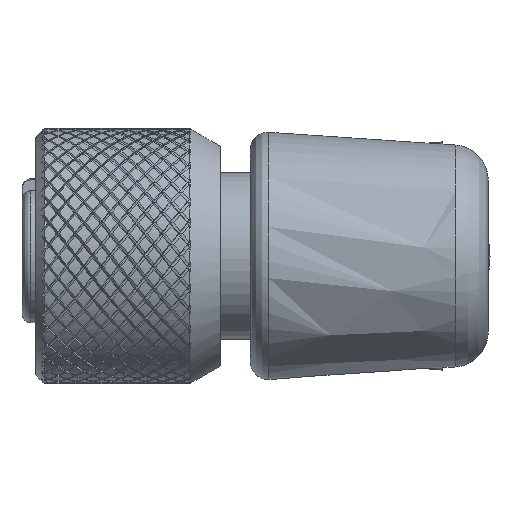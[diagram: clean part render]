
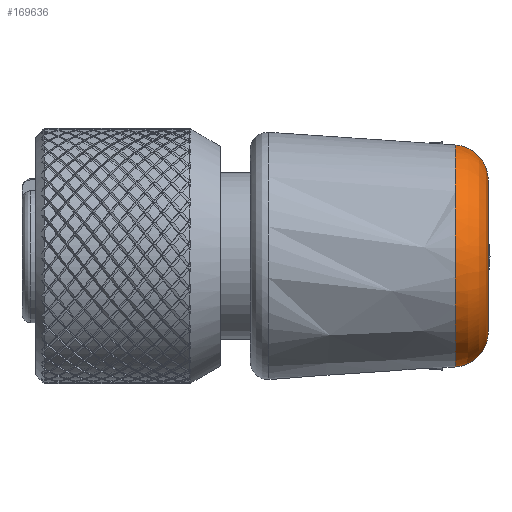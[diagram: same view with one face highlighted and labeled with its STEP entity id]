
A CAD part, top view. The second image highlights one B-rep face of the part: STEP entity #169636.
In plain terms, the highlighted free-form (B-spline) face has degree [2, 2] with [3, 9] control points.
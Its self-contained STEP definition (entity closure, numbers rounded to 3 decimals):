
#169024=CARTESIAN_POINT('',(11.668,6.306,0.));
#169025=VERTEX_POINT('',#169024);
#169150=CARTESIAN_POINT('',(11.666,-6.306,0.));
#169151=VERTEX_POINT('',#169150);
#169160=CARTESIAN_POINT('',(11.666,-6.307,0.));
#169161=CARTESIAN_POINT('',(11.666,-6.307,6.307));
#169162=CARTESIAN_POINT('',(11.666,0.,6.307));
#169163=CARTESIAN_POINT('',(11.666,6.307,6.307));
#169164=CARTESIAN_POINT('',(11.666,6.307,0.));
#169165=(BOUNDED_CURVE()B_SPLINE_CURVE(2,(#169160,#169161,#169162,#169163,#169164),.CIRCULAR_ARC.,.F.,.U.)B_SPLINE_CURVE_WITH_KNOTS((3,2,3),(0.5,0.75,1.),.UNSPECIFIED.)CURVE()GEOMETRIC_REPRESENTATION_ITEM()RATIONAL_B_SPLINE_CURVE((1.,0.707,1.,0.707,1.))REPRESENTATION_ITEM(''));
#169166=EDGE_CURVE('',#169151,#169025,#169165,.T.);
#169552=CARTESIAN_POINT('',(13.53,-4.311,0.));
#169553=VERTEX_POINT('',#169552);
#169560=CARTESIAN_POINT('',(13.53,-4.311,0.));
#169561=CARTESIAN_POINT('',(13.524,-5.369,0.));
#169562=CARTESIAN_POINT('',(12.706,-6.233,0.));
#169563=CARTESIAN_POINT('',(11.666,-6.302,0.));
#169564=B_SPLINE_CURVE_WITH_KNOTS('',3,(#169560,#169561,#169562,#169563),.UNSPECIFIED.,.F.,.U.,(4,4),(0.003,0.959),.UNSPECIFIED.);
#169565=EDGE_CURVE('',#169553,#169151,#169564,.T.);
#169587=CARTESIAN_POINT('',(13.53,4.311,0.));
#169588=CARTESIAN_POINT('',(13.53,4.311,4.311));
#169589=CARTESIAN_POINT('',(13.53,0.,4.311));
#169590=CARTESIAN_POINT('',(13.53,-4.311,4.311));
#169591=CARTESIAN_POINT('',(13.53,-4.311,0.));
#169592=CARTESIAN_POINT('',(13.53,-4.311,-4.311));
#169593=CARTESIAN_POINT('',(13.53,0.,-4.311));
#169594=CARTESIAN_POINT('',(13.53,4.311,-4.311));
#169595=CARTESIAN_POINT('',(13.53,4.311,0.));
#169596=CARTESIAN_POINT('',(13.53,6.18,0.));
#169597=CARTESIAN_POINT('',(13.53,6.18,6.18));
#169598=CARTESIAN_POINT('',(13.53,0.,6.18));
#169599=CARTESIAN_POINT('',(13.53,-6.18,6.18));
#169600=CARTESIAN_POINT('',(13.53,-6.18,0.));
#169601=CARTESIAN_POINT('',(13.53,-6.18,-6.18));
#169602=CARTESIAN_POINT('',(13.53,0.,-6.18));
#169603=CARTESIAN_POINT('',(13.53,6.18,-6.18));
#169604=CARTESIAN_POINT('',(13.53,6.18,0.));
#169605=CARTESIAN_POINT('',(11.666,6.307,0.));
#169606=CARTESIAN_POINT('',(11.666,6.307,6.307));
#169607=CARTESIAN_POINT('',(11.666,0.,6.307));
#169608=CARTESIAN_POINT('',(11.666,-6.307,6.307));
#169609=CARTESIAN_POINT('',(11.666,-6.307,0.));
#169610=CARTESIAN_POINT('',(11.666,-6.307,-6.307));
#169611=CARTESIAN_POINT('',(11.666,0.,-6.307));
#169612=CARTESIAN_POINT('',(11.666,6.307,-6.307));
#169613=CARTESIAN_POINT('',(11.666,6.307,0.));
#169614=(BOUNDED_SURFACE()B_SPLINE_SURFACE(2,2,((#169587,#169588,#169589,#169590,#169591,#169592,#169593,#169594,#169595),(#169596,#169597,#169598,#169599,#169600,#169601,#169602,#169603,#169604),(#169605,#169606,#169607,#169608,#169609,#169610,#169611,#169612,#169613)),.UNSPECIFIED.,.F.,.T.,.U.)B_SPLINE_SURFACE_WITH_KNOTS((3,3),(3,2,2,2,3),(0.,3.737),(0.,12.36,24.72,37.08,49.44),.UNSPECIFIED.)GEOMETRIC_REPRESENTATION_ITEM()RATIONAL_B_SPLINE_SURFACE(((1.,0.707,1.,0.707,1.,0.707,1.,0.707,1.),(0.731,0.517,0.731,0.517,0.731,0.517,0.731,0.517,0.731),(1.,0.707,1.,0.707,1.,0.707,1.,0.707,1.)))REPRESENTATION_ITEM('')SURFACE());
#169615=ORIENTED_EDGE('',*,*,#169565,.F.);
#169616=CARTESIAN_POINT('',(13.53,4.311,0.));
#169617=VERTEX_POINT('',#169616);
#169618=CARTESIAN_POINT('',(13.53,-4.311,0.));
#169619=CARTESIAN_POINT('',(13.53,-4.311,4.311));
#169620=CARTESIAN_POINT('',(13.53,0.,4.311));
#169621=CARTESIAN_POINT('',(13.53,4.311,4.311));
#169622=CARTESIAN_POINT('',(13.53,4.311,0.));
#169623=(BOUNDED_CURVE()B_SPLINE_CURVE(2,(#169618,#169619,#169620,#169621,#169622),.CIRCULAR_ARC.,.F.,.U.)B_SPLINE_CURVE_WITH_KNOTS((3,2,3),(0.,0.25,0.5),.UNSPECIFIED.)CURVE()GEOMETRIC_REPRESENTATION_ITEM()RATIONAL_B_SPLINE_CURVE((1.,0.707,1.,0.707,1.))REPRESENTATION_ITEM(''));
#169624=EDGE_CURVE('',#169553,#169617,#169623,.T.);
#169625=ORIENTED_EDGE('',*,*,#169624,.T.);
#169626=CARTESIAN_POINT('',(13.53,4.311,0.));
#169627=CARTESIAN_POINT('',(13.524,5.369,0.));
#169628=CARTESIAN_POINT('',(12.707,6.231,0.));
#169629=CARTESIAN_POINT('',(11.668,6.302,0.));
#169630=B_SPLINE_CURVE_WITH_KNOTS('',3,(#169626,#169627,#169628,#169629),.UNSPECIFIED.,.F.,.U.,(4,4),(0.004,0.959),.UNSPECIFIED.);
#169631=EDGE_CURVE('',#169617,#169025,#169630,.T.);
#169632=ORIENTED_EDGE('',*,*,#169631,.T.);
#169633=ORIENTED_EDGE('',*,*,#169166,.F.);
#169634=EDGE_LOOP('',(#169615,#169625,#169632,#169633));
#169635=FACE_OUTER_BOUND('',#169634,.T.);
#169636=ADVANCED_FACE('',(#169635),#169614,.T.);
